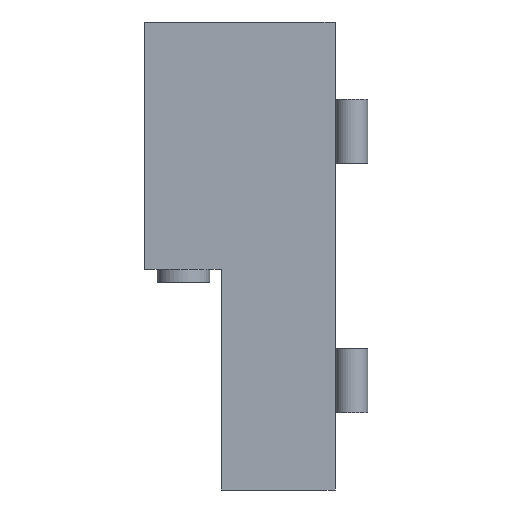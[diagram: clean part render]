
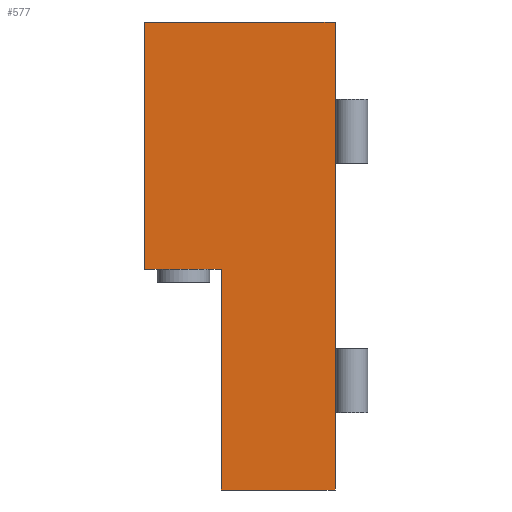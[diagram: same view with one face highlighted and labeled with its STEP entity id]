
A CAD part, left-side view. The second image highlights one B-rep face of the part: STEP entity #577.
In plain terms, the highlighted planar face has unit normal (-1, 0, 0).
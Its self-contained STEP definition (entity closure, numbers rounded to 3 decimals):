
#43=PLANE('',#638);
#72=FACE_OUTER_BOUND('',#107,.T.);
#107=EDGE_LOOP('',(#527,#528,#529,#530,#531,#532,#533,#534,#535,#536,#537,
#538,#539,#540,#541,#542));
#120=LINE('',#825,#187);
#123=LINE('',#831,#190);
#132=LINE('',#858,#199);
#153=LINE('',#907,#220);
#155=LINE('',#911,#222);
#157=LINE('',#915,#224);
#159=LINE('',#919,#226);
#161=LINE('',#923,#228);
#163=LINE('',#927,#230);
#164=LINE('',#929,#231);
#165=LINE('',#932,#232);
#168=LINE('',#937,#235);
#169=LINE('',#939,#236);
#170=LINE('',#942,#237);
#172=LINE('',#946,#239);
#174=LINE('',#949,#241);
#187=VECTOR('',#673,10.);
#190=VECTOR('',#678,10.);
#199=VECTOR('',#703,10.);
#220=VECTOR('',#742,10.);
#222=VECTOR('',#746,10.);
#224=VECTOR('',#750,10.);
#226=VECTOR('',#754,10.);
#228=VECTOR('',#758,10.);
#230=VECTOR('',#762,10.);
#231=VECTOR('',#765,10.);
#232=VECTOR('',#768,10.);
#235=VECTOR('',#773,10.);
#236=VECTOR('',#776,10.);
#237=VECTOR('',#779,10.);
#239=VECTOR('',#783,10.);
#241=VECTOR('',#787,10.);
#257=VERTEX_POINT('',#799);
#263=VERTEX_POINT('',#815);
#267=VERTEX_POINT('',#829);
#276=VERTEX_POINT('',#854);
#277=VERTEX_POINT('',#856);
#295=VERTEX_POINT('',#903);
#296=VERTEX_POINT('',#905);
#297=VERTEX_POINT('',#909);
#298=VERTEX_POINT('',#913);
#299=VERTEX_POINT('',#917);
#300=VERTEX_POINT('',#921);
#301=VERTEX_POINT('',#925);
#302=VERTEX_POINT('',#931);
#303=VERTEX_POINT('',#935);
#304=VERTEX_POINT('',#941);
#305=VERTEX_POINT('',#945);
#322=EDGE_CURVE('',#263,#257,#120,.T.);
#325=EDGE_CURVE('',#267,#263,#123,.T.);
#338=EDGE_CURVE('',#276,#277,#132,.T.);
#363=EDGE_CURVE('',#295,#296,#153,.T.);
#365=EDGE_CURVE('',#297,#296,#155,.T.);
#367=EDGE_CURVE('',#298,#295,#157,.T.);
#369=EDGE_CURVE('',#299,#276,#159,.T.);
#371=EDGE_CURVE('',#300,#277,#161,.T.);
#373=EDGE_CURVE('',#301,#300,#163,.T.);
#374=EDGE_CURVE('',#299,#297,#164,.T.);
#375=EDGE_CURVE('',#298,#302,#165,.T.);
#378=EDGE_CURVE('',#303,#267,#168,.T.);
#379=EDGE_CURVE('',#302,#303,#169,.T.);
#380=EDGE_CURVE('',#257,#304,#170,.T.);
#382=EDGE_CURVE('',#305,#301,#172,.T.);
#384=EDGE_CURVE('',#305,#304,#174,.T.);
#527=ORIENTED_EDGE('',*,*,#373,.F.);
#528=ORIENTED_EDGE('',*,*,#382,.F.);
#529=ORIENTED_EDGE('',*,*,#384,.T.);
#530=ORIENTED_EDGE('',*,*,#380,.F.);
#531=ORIENTED_EDGE('',*,*,#322,.F.);
#532=ORIENTED_EDGE('',*,*,#325,.F.);
#533=ORIENTED_EDGE('',*,*,#378,.F.);
#534=ORIENTED_EDGE('',*,*,#379,.F.);
#535=ORIENTED_EDGE('',*,*,#375,.F.);
#536=ORIENTED_EDGE('',*,*,#367,.T.);
#537=ORIENTED_EDGE('',*,*,#363,.T.);
#538=ORIENTED_EDGE('',*,*,#365,.F.);
#539=ORIENTED_EDGE('',*,*,#374,.F.);
#540=ORIENTED_EDGE('',*,*,#369,.T.);
#541=ORIENTED_EDGE('',*,*,#338,.T.);
#542=ORIENTED_EDGE('',*,*,#371,.F.);
#577=ADVANCED_FACE('',(#72),#43,.F.);
#638=AXIS2_PLACEMENT_3D('',#950,#788,#789);
#673=DIRECTION('',(0.,1.,0.));
#678=DIRECTION('',(0.,1.,0.));
#703=DIRECTION('',(0.,0.,1.));
#742=DIRECTION('',(0.,0.,1.));
#746=DIRECTION('',(0.,-1.,0.));
#750=DIRECTION('',(0.,-1.,0.));
#754=DIRECTION('',(0.,-1.,0.));
#758=DIRECTION('',(0.,-1.,0.));
#762=DIRECTION('',(0.,0.,-1.));
#765=DIRECTION('',(0.,0.,-1.));
#768=DIRECTION('',(0.,0.,-1.));
#773=DIRECTION('',(0.,0.,1.));
#776=DIRECTION('',(0.,1.,0.));
#779=DIRECTION('',(0.,1.,0.));
#783=DIRECTION('',(0.,-1.,0.));
#787=DIRECTION('',(0.,0.,-1.));
#788=DIRECTION('center_axis',(1.,0.,0.));
#789=DIRECTION('ref_axis',(0.,0.,-1.));
#799=CARTESIAN_POINT('',(0.,27.7,-1.461));
#815=CARTESIAN_POINT('',(0.,19.5,-1.461));
#825=CARTESIAN_POINT('',(0.,17.3,-1.461));
#829=CARTESIAN_POINT('',(0.,17.7,-1.461));
#831=CARTESIAN_POINT('',(0.,17.3,-1.461));
#854=CARTESIAN_POINT('',(0.,-0.1,15.059));
#856=CARTESIAN_POINT('',(0.,-0.1,25.059));
#858=CARTESIAN_POINT('',(0.,-0.1,9.025));
#903=CARTESIAN_POINT('',(0.,-0.1,-23.781));
#905=CARTESIAN_POINT('',(0.,-0.1,-13.781));
#907=CARTESIAN_POINT('',(0.,-0.1,-10.395));
#909=CARTESIAN_POINT('',(0.,0.,-13.781));
#911=CARTESIAN_POINT('',(0.,0.,-13.781));
#913=CARTESIAN_POINT('',(0.,0.,-23.781));
#915=CARTESIAN_POINT('',(0.,0.,-23.781));
#917=CARTESIAN_POINT('',(0.,0.,15.059));
#919=CARTESIAN_POINT('',(0.,0.,15.059));
#921=CARTESIAN_POINT('',(0.,0.,25.059));
#923=CARTESIAN_POINT('',(0.,0.,25.059));
#925=CARTESIAN_POINT('',(0.,0.,37.059));
#927=CARTESIAN_POINT('',(0.,0.,37.059));
#929=CARTESIAN_POINT('',(0.,0.,37.059));
#931=CARTESIAN_POINT('',(0.,0.,-35.781));
#932=CARTESIAN_POINT('',(0.,0.,37.059));
#935=CARTESIAN_POINT('',(0.,17.7,-35.781));
#937=CARTESIAN_POINT('',(0.,17.7,-35.781));
#939=CARTESIAN_POINT('',(0.,0.,-35.781));
#941=CARTESIAN_POINT('',(0.,29.7,-1.461));
#942=CARTESIAN_POINT('',(0.,17.3,-1.461));
#945=CARTESIAN_POINT('',(0.,29.7,37.059));
#946=CARTESIAN_POINT('',(0.,29.7,37.059));
#949=CARTESIAN_POINT('',(0.,29.7,0.539));
#950=CARTESIAN_POINT('Origin',(0.,12.667,2.991));
